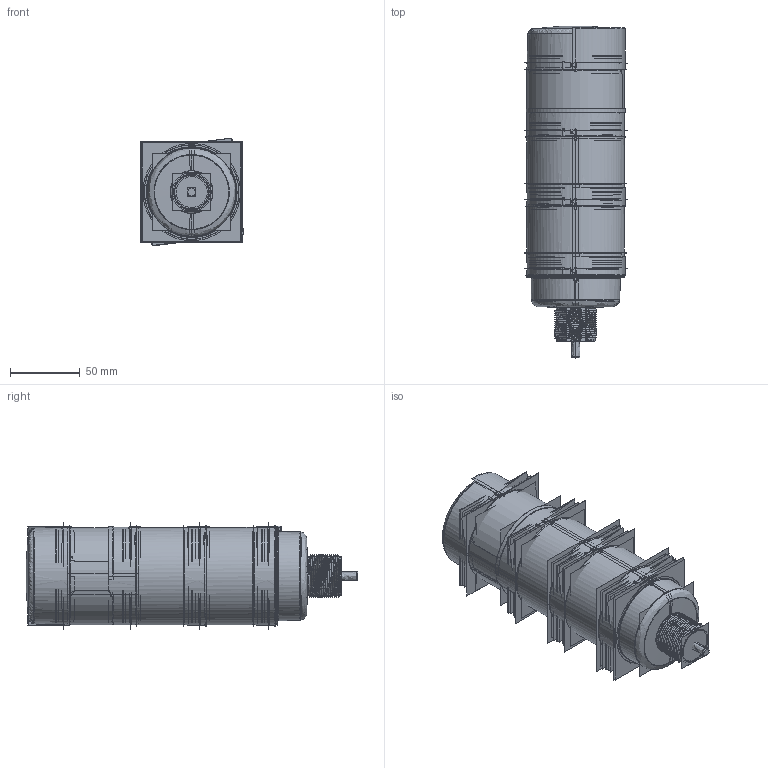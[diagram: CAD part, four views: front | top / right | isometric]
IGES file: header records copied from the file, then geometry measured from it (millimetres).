
Start section:  PTC IGES file: 198999.igs
Global section: file name: 198999.igs; native system: Creo Parametric by PTC Inc.; preprocessor: 2016260; author: pdmadmin; organization: Unknown; date: 20170310.113302; units: millimetre
Bounding box: 74.34 x 238.3 x 77.36 mm (x, y, z)
Volume: 214302.9 mm3; surface area: 1194653.8 mm2
Topology: 8 solids, 12 shells, 4362 faces, 21474 edges, 26825 vertices
Faces by surface type: revolution 2230, bspline 2132
